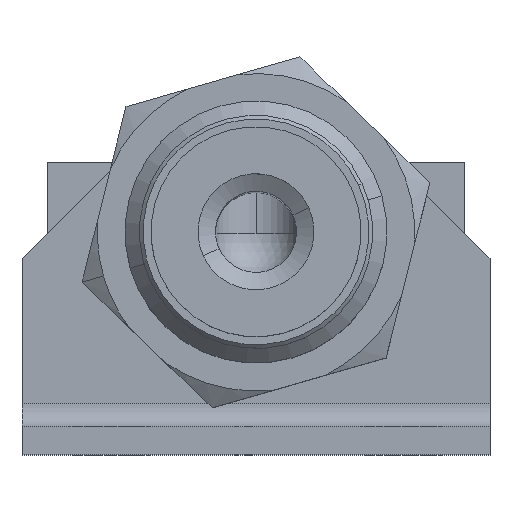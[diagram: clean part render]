
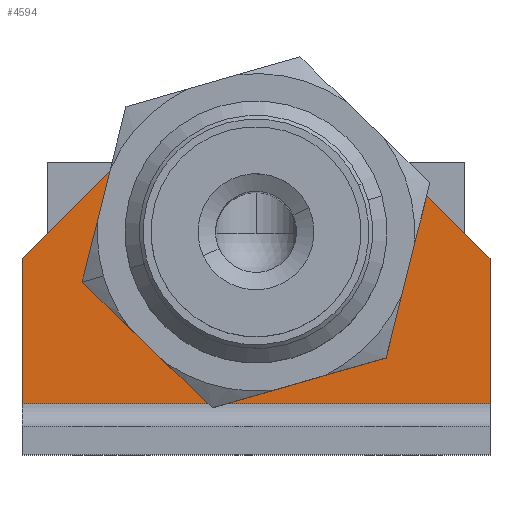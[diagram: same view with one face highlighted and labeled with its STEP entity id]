
A CAD part, top view. The second image highlights one B-rep face of the part: STEP entity #4594.
In plain terms, the highlighted face is planar.
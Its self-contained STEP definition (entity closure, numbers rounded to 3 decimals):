
#295 = DIRECTION ( 'NONE',  ( 0., 0.707, -0.707 ) ) ;
#316 = VECTOR ( 'NONE', #4170, 1000. ) ;
#405 = CARTESIAN_POINT ( 'NONE',  ( 1.524, 2.794, 12.7 ) ) ;
#492 = CARTESIAN_POINT ( 'NONE',  ( 1.524, 10.668, -12.7 ) ) ;
#532 = ORIENTED_EDGE ( 'NONE', *, *, #1831, .T. ) ;
#708 = LINE ( 'NONE', #6576, #3539 ) ;
#809 = CIRCLE ( 'NONE', #2398, 3.366 ) ;
#899 = CARTESIAN_POINT ( 'NONE',  ( 1.524, 18.542, -12.7 ) ) ;
#924 = AXIS2_PLACEMENT_3D ( 'NONE', #1830, #7037, #3681 ) ;
#950 = DIRECTION ( 'NONE',  ( 1., 0., 0. ) ) ;
#997 = ORIENTED_EDGE ( 'NONE', *, *, #3829, .F. ) ;
#1044 = ORIENTED_EDGE ( 'NONE', *, *, #6008, .F. ) ;
#1057 = CARTESIAN_POINT ( 'NONE',  ( 1.524, 2.794, -12.7 ) ) ;
#1159 = VECTOR ( 'NONE', #2022, 1000. ) ;
#1246 = CARTESIAN_POINT ( 'NONE',  ( 1.524, 8.7, 0. ) ) ;
#1618 = LINE ( 'NONE', #3935, #4746 ) ;
#1715 = CARTESIAN_POINT ( 'NONE',  ( 1.524, 2.794, -12.7 ) ) ;
#1746 = FACE_BOUND ( 'NONE', #3202, .T. ) ;
#1750 = VERTEX_POINT ( 'NONE', #405 ) ;
#1830 = CARTESIAN_POINT ( 'NONE',  ( 1.524, 12.065, 0. ) ) ;
#1831 = EDGE_CURVE ( 'NONE', #6385, #2077, #2862, .T. ) ;
#1839 = EDGE_LOOP ( 'NONE', ( #6277, #532, #5563, #6517, #1044, #7169 ) ) ;
#1893 = CARTESIAN_POINT ( 'NONE',  ( 1.524, 10.668, 12.7 ) ) ;
#2022 = DIRECTION ( 'NONE',  ( 0., 0., 1. ) ) ;
#2077 = VERTEX_POINT ( 'NONE', #6568 ) ;
#2279 = AXIS2_PLACEMENT_3D ( 'NONE', #1057, #6386, #4704 ) ;
#2398 = AXIS2_PLACEMENT_3D ( 'NONE', #5092, #950, #4484 ) ;
#2860 = CARTESIAN_POINT ( 'NONE',  ( 1.524, 15.431, 0. ) ) ;
#2862 = LINE ( 'NONE', #2901, #316 ) ;
#2901 = CARTESIAN_POINT ( 'NONE',  ( 1.524, 18.542, -4.826 ) ) ;
#3009 = VERTEX_POINT ( 'NONE', #1893 ) ;
#3028 = CARTESIAN_POINT ( 'NONE',  ( 1.524, 18.542, 4.826 ) ) ;
#3202 = EDGE_LOOP ( 'NONE', ( #5932, #997 ) ) ;
#3292 = CARTESIAN_POINT ( 'NONE',  ( 1.524, 18.542, 4.826 ) ) ;
#3539 = VECTOR ( 'NONE', #5386, 1000. ) ;
#3681 = DIRECTION ( 'NONE',  ( 0., 1., 0. ) ) ;
#3829 = EDGE_CURVE ( 'NONE', #5541, #5703, #6311, .T. ) ;
#3887 = VECTOR ( 'NONE', #6816, 1000. ) ;
#3935 = CARTESIAN_POINT ( 'NONE',  ( 1.524, 2.794, 12.7 ) ) ;
#4002 = EDGE_CURVE ( 'NONE', #2077, #6670, #4900, .T. ) ;
#4090 = EDGE_CURVE ( 'NONE', #3009, #6670, #6732, .T. ) ;
#4170 = DIRECTION ( 'NONE',  ( 0., 0.707, 0.707 ) ) ;
#4426 = EDGE_CURVE ( 'NONE', #5703, #5541, #809, .T. ) ;
#4484 = DIRECTION ( 'NONE',  ( 0., 1., 0. ) ) ;
#4594 = ADVANCED_FACE ( 'NONE', ( #1746, #6351 ), #6963, .T. ) ;
#4704 = DIRECTION ( 'NONE',  ( 0., -1., 0. ) ) ;
#4746 = VECTOR ( 'NONE', #5074, 1000. ) ;
#4900 = LINE ( 'NONE', #899, #1159 ) ;
#5074 = DIRECTION ( 'NONE',  ( 0., 1., 0. ) ) ;
#5092 = CARTESIAN_POINT ( 'NONE',  ( 1.524, 12.065, 0. ) ) ;
#5213 = VECTOR ( 'NONE', #295, 1000. ) ;
#5252 = EDGE_CURVE ( 'NONE', #5462, #6385, #7093, .T. ) ;
#5386 = DIRECTION ( 'NONE',  ( 0., 0., 1. ) ) ;
#5462 = VERTEX_POINT ( 'NONE', #1715 ) ;
#5541 = VERTEX_POINT ( 'NONE', #1246 ) ;
#5563 = ORIENTED_EDGE ( 'NONE', *, *, #4002, .T. ) ;
#5703 = VERTEX_POINT ( 'NONE', #2860 ) ;
#5932 = ORIENTED_EDGE ( 'NONE', *, *, #4426, .F. ) ;
#6008 = EDGE_CURVE ( 'NONE', #1750, #3009, #1618, .T. ) ;
#6277 = ORIENTED_EDGE ( 'NONE', *, *, #5252, .T. ) ;
#6311 = CIRCLE ( 'NONE', #924, 3.366 ) ;
#6351 = FACE_OUTER_BOUND ( 'NONE', #1839, .T. ) ;
#6385 = VERTEX_POINT ( 'NONE', #492 ) ;
#6386 = DIRECTION ( 'NONE',  ( 1., 0., 0. ) ) ;
#6517 = ORIENTED_EDGE ( 'NONE', *, *, #4090, .F. ) ;
#6568 = CARTESIAN_POINT ( 'NONE',  ( 1.524, 18.542, -4.826 ) ) ;
#6576 = CARTESIAN_POINT ( 'NONE',  ( 1.524, 2.794, -12.7 ) ) ;
#6670 = VERTEX_POINT ( 'NONE', #3028 ) ;
#6732 = LINE ( 'NONE', #3292, #5213 ) ;
#6816 = DIRECTION ( 'NONE',  ( 0., 1., 0. ) ) ;
#6963 = PLANE ( 'NONE',  #2279 ) ;
#7037 = DIRECTION ( 'NONE',  ( 1., 0., 0. ) ) ;
#7093 = LINE ( 'NONE', #7326, #3887 ) ;
#7126 = EDGE_CURVE ( 'NONE', #5462, #1750, #708, .T. ) ;
#7169 = ORIENTED_EDGE ( 'NONE', *, *, #7126, .F. ) ;
#7326 = CARTESIAN_POINT ( 'NONE',  ( 1.524, 2.794, -12.7 ) ) ;
